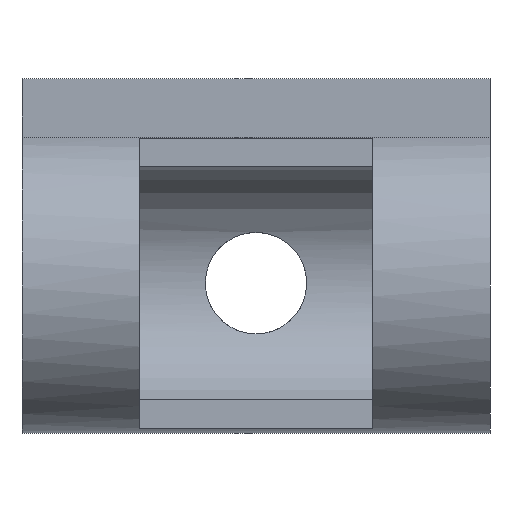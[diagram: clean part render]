
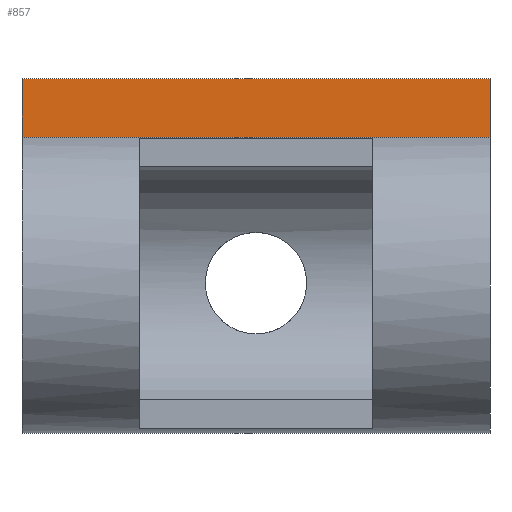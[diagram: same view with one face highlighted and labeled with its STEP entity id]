
A CAD part, front view. The second image highlights one B-rep face of the part: STEP entity #857.
In plain terms, the highlighted planar face has unit normal (0, -1, 0).
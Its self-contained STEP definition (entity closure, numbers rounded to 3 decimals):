
#36 = CARTESIAN_POINT ( 'NONE',  ( -60., -9., 52.433 ) ) ;
#85 = AXIS2_PLACEMENT_3D ( 'NONE', #243, #366, #1622 ) ;
#95 = DIRECTION ( 'NONE',  ( -1., 0., 0. ) ) ;
#100 = ORIENTED_EDGE ( 'NONE', *, *, #1675, .F. ) ;
#186 = VERTEX_POINT ( 'NONE', #1729 ) ;
#243 = CARTESIAN_POINT ( 'NONE',  ( 60., -9., 52.433 ) ) ;
#364 = VERTEX_POINT ( 'NONE', #703 ) ;
#366 = DIRECTION ( 'NONE',  ( 0., 1., 0. ) ) ;
#378 = CARTESIAN_POINT ( 'NONE',  ( 60., -9., 37.433 ) ) ;
#403 = VERTEX_POINT ( 'NONE', #1537 ) ;
#419 = ORIENTED_EDGE ( 'NONE', *, *, #731, .T. ) ;
#420 = LINE ( 'NONE', #716, #590 ) ;
#526 = ORIENTED_EDGE ( 'NONE', *, *, #726, .F. ) ;
#590 = VECTOR ( 'NONE', #1812, 1000. ) ;
#601 = VERTEX_POINT ( 'NONE', #36 ) ;
#703 = CARTESIAN_POINT ( 'NONE',  ( -60., -9., 37.433 ) ) ;
#716 = CARTESIAN_POINT ( 'NONE',  ( -60., -9., 52.433 ) ) ;
#726 = EDGE_CURVE ( 'NONE', #186, #403, #763, .T. ) ;
#729 = VECTOR ( 'NONE', #1183, 1000. ) ;
#731 = EDGE_CURVE ( 'NONE', #186, #601, #913, .T. ) ;
#763 = LINE ( 'NONE', #1018, #729 ) ;
#784 = ORIENTED_EDGE ( 'NONE', *, *, #946, .T. ) ;
#857 = ADVANCED_FACE ( 'NONE', ( #1481 ), #1348, .F. ) ;
#880 = VECTOR ( 'NONE', #1568, 1000. ) ;
#913 = LINE ( 'NONE', #1465, #880 ) ;
#946 = EDGE_CURVE ( 'NONE', #601, #364, #420, .T. ) ;
#968 = LINE ( 'NONE', #378, #997 ) ;
#997 = VECTOR ( 'NONE', #95, 1000. ) ;
#1018 = CARTESIAN_POINT ( 'NONE',  ( 60., -9., 52.433 ) ) ;
#1149 = EDGE_LOOP ( 'NONE', ( #784, #100, #526, #419 ) ) ;
#1183 = DIRECTION ( 'NONE',  ( 0., 0., -1. ) ) ;
#1348 = PLANE ( 'NONE',  #85 ) ;
#1465 = CARTESIAN_POINT ( 'NONE',  ( 60., -9., 52.433 ) ) ;
#1481 = FACE_OUTER_BOUND ( 'NONE', #1149, .T. ) ;
#1537 = CARTESIAN_POINT ( 'NONE',  ( 60., -9., 37.433 ) ) ;
#1568 = DIRECTION ( 'NONE',  ( -1., 0., 0. ) ) ;
#1622 = DIRECTION ( 'NONE',  ( 0., 0., 1. ) ) ;
#1675 = EDGE_CURVE ( 'NONE', #403, #364, #968, .T. ) ;
#1729 = CARTESIAN_POINT ( 'NONE',  ( 60., -9., 52.433 ) ) ;
#1812 = DIRECTION ( 'NONE',  ( 0., 0., -1. ) ) ;
